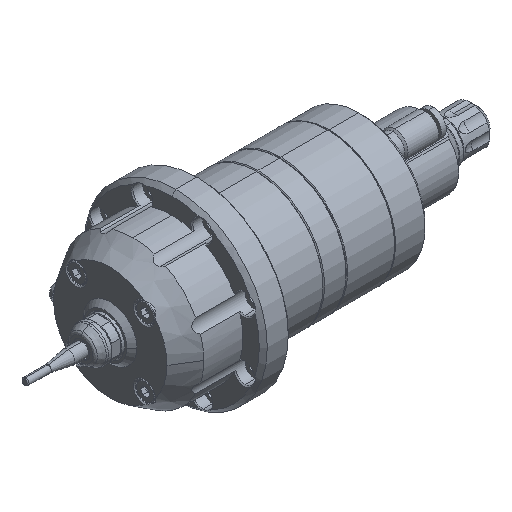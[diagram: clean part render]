
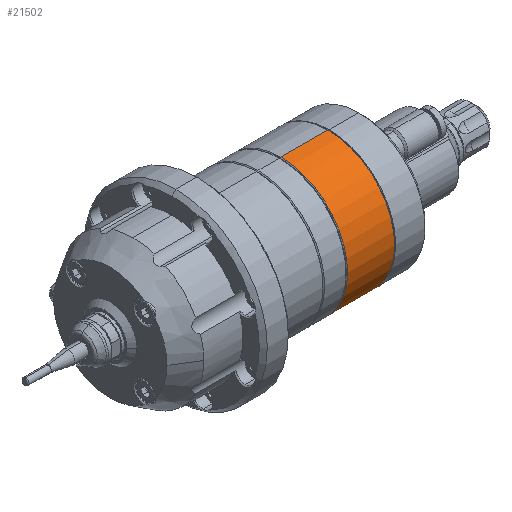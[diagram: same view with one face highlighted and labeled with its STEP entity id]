
A CAD part, isometric view. The second image highlights one B-rep face of the part: STEP entity #21502.
In plain terms, the highlighted cylindrical face has radius 20 mm (diameter 40 mm), a partial arc.
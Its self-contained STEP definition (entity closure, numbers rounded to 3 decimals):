
#213 = DIRECTION ( 'NONE',  ( 0., 0., -1. ) ) ;
#842 = CARTESIAN_POINT ( 'NONE',  ( 70.3, 0., 20. ) ) ;
#2362 = ORIENTED_EDGE ( 'NONE', *, *, #26203, .F. ) ;
#2593 = AXIS2_PLACEMENT_3D ( 'NONE', #31815, #15469, #34557 ) ;
#2781 = CARTESIAN_POINT ( 'NONE',  ( 56.2, 0., -20. ) ) ;
#3807 = CARTESIAN_POINT ( 'NONE',  ( 56.2, -20., 0. ) ) ;
#5635 = VERTEX_POINT ( 'NONE', #842 ) ;
#5850 = EDGE_CURVE ( 'NONE', #12751, #15272, #27405, .T. ) ;
#6890 = VECTOR ( 'NONE', #16240, 1000. ) ;
#7063 = CARTESIAN_POINT ( 'NONE',  ( 56., 0., 20. ) ) ;
#7601 = CIRCLE ( 'NONE', #9249, 20. ) ;
#9249 = AXIS2_PLACEMENT_3D ( 'NONE', #32895, #16566, #213 ) ;
#9510 = ORIENTED_EDGE ( 'NONE', *, *, #10954, .T. ) ;
#10954 = EDGE_CURVE ( 'NONE', #24303, #5635, #30054, .T. ) ;
#11843 = ORIENTED_EDGE ( 'NONE', *, *, #17253, .T. ) ;
#12172 = CARTESIAN_POINT ( 'NONE',  ( 56., 0., 0. ) ) ;
#12751 = VERTEX_POINT ( 'NONE', #3807 ) ;
#14940 = DIRECTION ( 'NONE',  ( -1., 0., 0. ) ) ;
#15245 = CYLINDRICAL_SURFACE ( 'NONE', #27308, 20. ) ;
#15272 = VERTEX_POINT ( 'NONE', #18634 ) ;
#15374 = CARTESIAN_POINT ( 'NONE',  ( 70.3, 0., 0. ) ) ;
#15469 = DIRECTION ( 'NONE',  ( -1., 0., 0. ) ) ;
#16240 = DIRECTION ( 'NONE',  ( -1., 0., 0. ) ) ;
#16482 = LINE ( 'NONE', #7063, #32693 ) ;
#16566 = DIRECTION ( 'NONE',  ( -1., 0., 0. ) ) ;
#17253 = EDGE_CURVE ( 'NONE', #5635, #15272, #16482, .T. ) ;
#18104 = DIRECTION ( 'NONE',  ( 0., 0., 1. ) ) ;
#18634 = CARTESIAN_POINT ( 'NONE',  ( 56.2, 0., 20. ) ) ;
#20694 = EDGE_CURVE ( 'NONE', #32704, #12751, #7601, .T. ) ;
#21502 = ADVANCED_FACE ( 'NONE', ( #28917 ), #15245, .T. ) ;
#24303 = VERTEX_POINT ( 'NONE', #26182 ) ;
#25754 = ORIENTED_EDGE ( 'NONE', *, *, #5850, .F. ) ;
#26182 = CARTESIAN_POINT ( 'NONE',  ( 70.3, 0., -20. ) ) ;
#26203 = EDGE_CURVE ( 'NONE', #24303, #32704, #35067, .T. ) ;
#27124 = ORIENTED_EDGE ( 'NONE', *, *, #20694, .F. ) ;
#27172 = EDGE_LOOP ( 'NONE', ( #2362, #9510, #11843, #25754, #27124 ) ) ;
#27308 = AXIS2_PLACEMENT_3D ( 'NONE', #12172, #14940, #28565 ) ;
#27405 = CIRCLE ( 'NONE', #2593, 20. ) ;
#28565 = DIRECTION ( 'NONE',  ( 0., 0., 1. ) ) ;
#28917 = FACE_OUTER_BOUND ( 'NONE', #27172, .T. ) ;
#30054 = CIRCLE ( 'NONE', #30462, 20. ) ;
#30462 = AXIS2_PLACEMENT_3D ( 'NONE', #15374, #34453, #18104 ) ;
#31815 = CARTESIAN_POINT ( 'NONE',  ( 56.2, 0., 0. ) ) ;
#32693 = VECTOR ( 'NONE', #34263, 1000. ) ;
#32704 = VERTEX_POINT ( 'NONE', #2781 ) ;
#32895 = CARTESIAN_POINT ( 'NONE',  ( 56.2, 0., 0. ) ) ;
#34263 = DIRECTION ( 'NONE',  ( -1., 0., 0. ) ) ;
#34453 = DIRECTION ( 'NONE',  ( -1., 0., 0. ) ) ;
#34557 = DIRECTION ( 'NONE',  ( 0., 0., -1. ) ) ;
#35067 = LINE ( 'NONE', #35312, #6890 ) ;
#35312 = CARTESIAN_POINT ( 'NONE',  ( 56., 0., -20. ) ) ;
